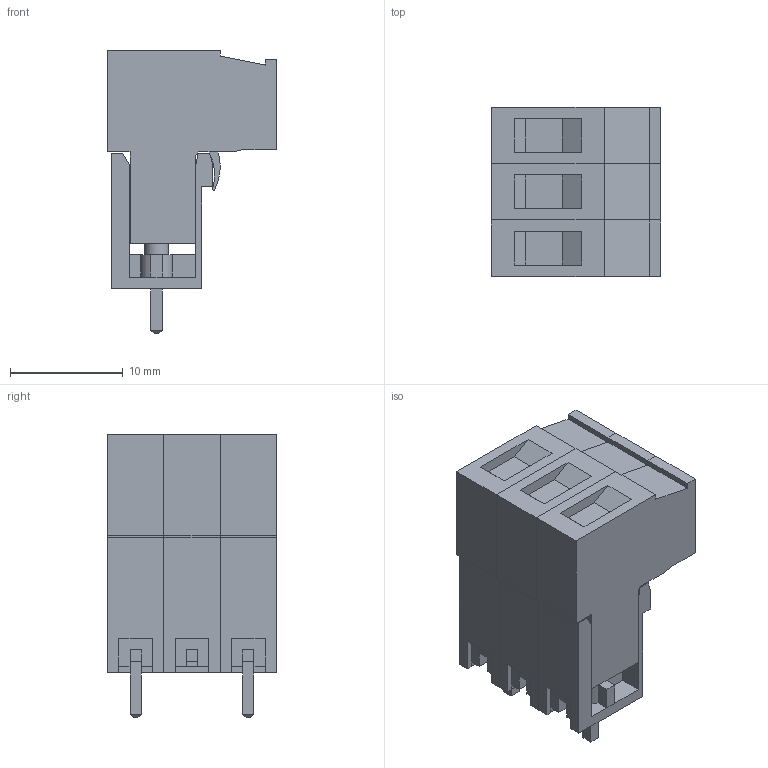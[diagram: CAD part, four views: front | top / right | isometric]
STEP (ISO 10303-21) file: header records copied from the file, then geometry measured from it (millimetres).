
FILE_DESCRIPTION(('FreeCAD Model'),'2;1');
FILE_NAME('MSTBA2_V_3_MOD.stp', '2019-11-17T17:53:28',('Author'),(''), 'Open CASCADE STEP processor 6.8','FreeCAD','Unknown');
FILE_SCHEMA(('AUTOMOTIVE_DESIGN { 1 0 10303 214 1 1 1 1 }'));
Length unit declared in the file: millimetre
Products named in the file (4): ASSEMBLY; Array002; Array001; Array
Assembly tree (3 placements, depth 2):
  ASSEMBLY
    Array002
    Array001
    Array
Bounding box: 15 x 15 x 25.1 mm (x, y, z)
Volume: 3103.6 mm3; surface area: 3619.8 mm2
Topology: 8 solids, 8 shells, 319 faces, 806 edges, 512 vertices
Faces by surface type: plane 292, cylinder 24, bspline 3
Full cylindrical faces by diameter (mm): 2.13 x3, 4 x3
Entity records: 21803 total; most frequent: CARTESIAN_POINT 5533, DIRECTION 2920, LINE 2136, VECTOR 2136, ORIENTED_EDGE 1636, PCURVE 1612, DEFINITIONAL_REPRESENTATION 1612, EDGE_CURVE 806
